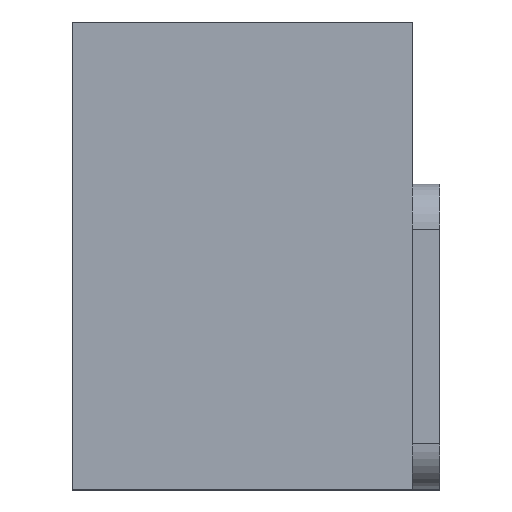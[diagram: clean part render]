
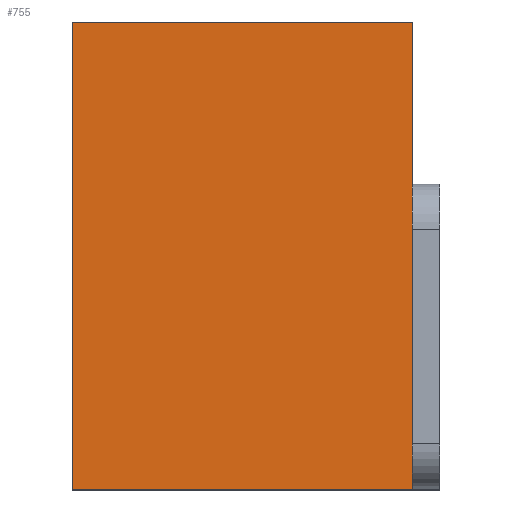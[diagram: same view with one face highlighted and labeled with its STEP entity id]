
A CAD part, top view. The second image highlights one B-rep face of the part: STEP entity #755.
In plain terms, the highlighted planar face has unit normal (0, 0, 1).
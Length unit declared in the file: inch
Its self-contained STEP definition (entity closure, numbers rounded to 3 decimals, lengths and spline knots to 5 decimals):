
#59=PLANE('',#833);
#101=FACE_OUTER_BOUND('',#155,.T.);
#155=EDGE_LOOP('',(#701,#702,#703,#704,#705));
#184=LINE('',#1131,#263);
#191=LINE('',#1144,#270);
#228=LINE('',#1237,#307);
#233=LINE('',#1248,#312);
#235=LINE('',#1252,#314);
#263=VECTOR('',#914,0.3937);
#270=VECTOR('',#923,0.3937);
#307=VECTOR('',#1020,0.3937);
#312=VECTOR('',#1033,0.3937);
#314=VECTOR('',#1039,0.3937);
#349=VERTEX_POINT('',#1077);
#369=VERTEX_POINT('',#1128);
#370=VERTEX_POINT('',#1130);
#400=VERTEX_POINT('',#1235);
#401=VERTEX_POINT('',#1236);
#445=EDGE_CURVE('',#369,#370,#184,.T.);
#452=EDGE_CURVE('',#369,#349,#191,.T.);
#497=EDGE_CURVE('',#400,#401,#228,.T.);
#502=EDGE_CURVE('',#349,#401,#233,.T.);
#504=EDGE_CURVE('',#400,#370,#235,.T.);
#701=ORIENTED_EDGE('',*,*,#504,.T.);
#702=ORIENTED_EDGE('',*,*,#445,.F.);
#703=ORIENTED_EDGE('',*,*,#452,.T.);
#704=ORIENTED_EDGE('',*,*,#502,.T.);
#705=ORIENTED_EDGE('',*,*,#497,.F.);
#755=ADVANCED_FACE('',(#101),#59,.T.);
#833=AXIS2_PLACEMENT_3D('',#1253,#1040,#1041);
#914=DIRECTION('',(-1.,0.,0.));
#923=DIRECTION('',(0.,1.,0.));
#1020=DIRECTION('',(1.,0.,0.));
#1033=DIRECTION('',(0.,1.,0.));
#1039=DIRECTION('',(0.,-1.,0.));
#1040=DIRECTION('center_axis',(0.,0.,1.));
#1041=DIRECTION('ref_axis',(-1.,0.,0.));
#1077=CARTESIAN_POINT('',(0.93721,1.555,1.04235));
#1128=CARTESIAN_POINT('',(0.93721,-0.125,1.04235));
#1130=CARTESIAN_POINT('',(-0.93641,-0.125,1.04235));
#1131=CARTESIAN_POINT('',(0.93721,-0.125,1.04235));
#1144=CARTESIAN_POINT('',(0.93721,0.,1.04235));
#1235=CARTESIAN_POINT('',(-0.93641,2.45,1.04235));
#1236=CARTESIAN_POINT('',(0.93721,2.45,1.04235));
#1237=CARTESIAN_POINT('',(0.93721,2.45,1.04235));
#1248=CARTESIAN_POINT('',(0.93721,0.,1.04235));
#1252=CARTESIAN_POINT('',(-0.93641,0.,1.04235));
#1253=CARTESIAN_POINT('Origin',(0.93721,0.,1.04235));
